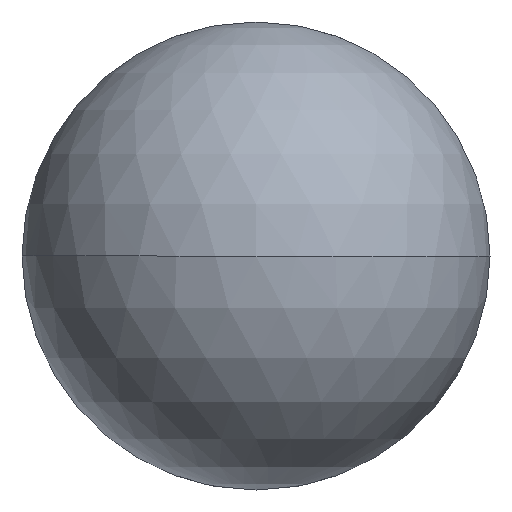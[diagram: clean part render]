
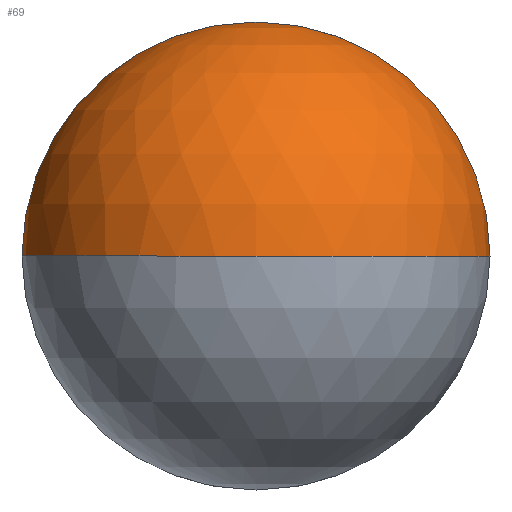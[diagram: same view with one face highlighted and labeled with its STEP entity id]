
A CAD part, front view. The second image highlights one B-rep face of the part: STEP entity #69.
In plain terms, the highlighted spherical face has radius 12.7 mm.
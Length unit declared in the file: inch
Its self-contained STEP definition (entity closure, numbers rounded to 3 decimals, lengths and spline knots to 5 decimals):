
#5 = CIRCLE ( 'NONE', #61, 0.5 ) ;
#6 = EDGE_CURVE ( 'NONE', #98, #308, #100, .T. ) ;
#16 = DIRECTION ( 'NONE',  ( -1., 0., 0. ) ) ;
#37 = AXIS2_PLACEMENT_3D ( 'NONE', #256, #85, #117 ) ;
#40 = DIRECTION ( 'NONE',  ( 1., 0., 0. ) ) ;
#53 = ORIENTED_EDGE ( 'NONE', *, *, #142, .T. ) ;
#57 = CARTESIAN_POINT ( 'NONE',  ( 0., 0.5, 0. ) ) ;
#61 = AXIS2_PLACEMENT_3D ( 'NONE', #357, #103, #40 ) ;
#69 = ADVANCED_FACE ( 'NONE', ( #123 ), #106, .T. ) ;
#78 = VERTEX_POINT ( 'NONE', #311 ) ;
#84 = DIRECTION ( 'NONE',  ( 0., 0., -1. ) ) ;
#85 = DIRECTION ( 'NONE',  ( 0., -1., 0. ) ) ;
#98 = VERTEX_POINT ( 'NONE', #190 ) ;
#100 = CIRCLE ( 'NONE', #163, 0.5 ) ;
#103 = DIRECTION ( 'NONE',  ( 0., 0., 1. ) ) ;
#106 = SPHERICAL_SURFACE ( 'NONE', #297, 0.5 ) ;
#117 = DIRECTION ( 'NONE',  ( 0., 0., -1. ) ) ;
#123 = FACE_OUTER_BOUND ( 'NONE', #145, .T. ) ;
#139 = DIRECTION ( 'NONE',  ( 0., 0., -1. ) ) ;
#142 = EDGE_CURVE ( 'NONE', #78, #98, #208, .T. ) ;
#145 = EDGE_LOOP ( 'NONE', ( #285, #254, #232, #53 ) ) ;
#155 = DIRECTION ( 'NONE',  ( 1., 0., 0. ) ) ;
#163 = AXIS2_PLACEMENT_3D ( 'NONE', #57, #370, #84 ) ;
#176 = CIRCLE ( 'NONE', #272, 0.5 ) ;
#190 = CARTESIAN_POINT ( 'NONE',  ( 0., 0.5, 0.5 ) ) ;
#208 = CIRCLE ( 'NONE', #37, 0.5 ) ;
#215 = CARTESIAN_POINT ( 'NONE',  ( 0., 0.5, 0. ) ) ;
#221 = CARTESIAN_POINT ( 'NONE',  ( -0.5, 0.5, 0. ) ) ;
#232 = ORIENTED_EDGE ( 'NONE', *, *, #334, .F. ) ;
#243 = CARTESIAN_POINT ( 'NONE',  ( 0., 0.5, 0. ) ) ;
#250 = CARTESIAN_POINT ( 'NONE',  ( 0., 0., 0. ) ) ;
#254 = ORIENTED_EDGE ( 'NONE', *, *, #269, .T. ) ;
#256 = CARTESIAN_POINT ( 'NONE',  ( 0., 0.5, 0. ) ) ;
#268 = DIRECTION ( 'NONE',  ( 0., 0., 1. ) ) ;
#269 = EDGE_CURVE ( 'NONE', #308, #342, #5, .T. ) ;
#272 = AXIS2_PLACEMENT_3D ( 'NONE', #215, #139, #16 ) ;
#285 = ORIENTED_EDGE ( 'NONE', *, *, #6, .T. ) ;
#297 = AXIS2_PLACEMENT_3D ( 'NONE', #243, #268, #155 ) ;
#308 = VERTEX_POINT ( 'NONE', #221 ) ;
#311 = CARTESIAN_POINT ( 'NONE',  ( 0.5, 0.5, 0. ) ) ;
#334 = EDGE_CURVE ( 'NONE', #78, #342, #176, .T. ) ;
#342 = VERTEX_POINT ( 'NONE', #250 ) ;
#357 = CARTESIAN_POINT ( 'NONE',  ( 0., 0.5, 0. ) ) ;
#370 = DIRECTION ( 'NONE',  ( 0., -1., 0. ) ) ;
